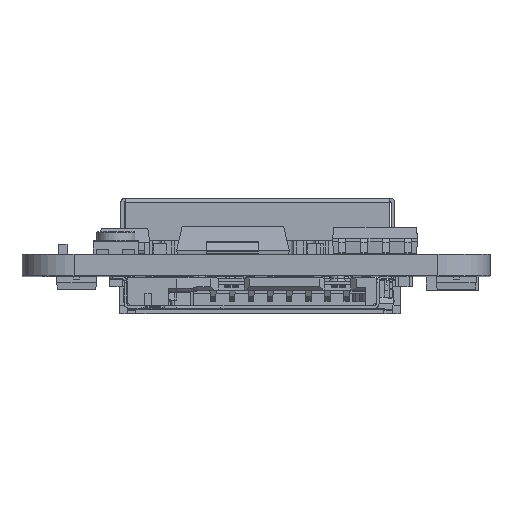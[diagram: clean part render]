
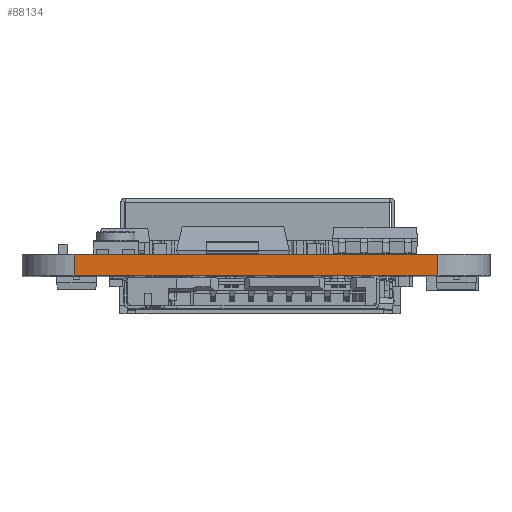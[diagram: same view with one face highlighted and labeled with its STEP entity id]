
A CAD part, top view. The second image highlights one B-rep face of the part: STEP entity #88134.
In plain terms, the highlighted planar face has unit normal (0, 0, 1).
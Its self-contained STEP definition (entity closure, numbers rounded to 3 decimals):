
#1224 = EDGE_CURVE ( 'NONE', #56486, #129184, #95327, .T. ) ;
#7400 = EDGE_CURVE ( 'NONE', #56486, #27363, #158310, .T. ) ;
#12933 = VERTEX_POINT ( 'NONE', #148379 ) ;
#17092 = DIRECTION ( 'NONE',  ( 1., 0., 0. ) ) ;
#22412 = VECTOR ( 'NONE', #17092, 1000. ) ;
#24349 = LINE ( 'NONE', #48170, #114070 ) ;
#27363 = VERTEX_POINT ( 'NONE', #83988 ) ;
#33755 = EDGE_CURVE ( 'NONE', #129184, #12933, #38417, .T. ) ;
#37101 = DIRECTION ( 'NONE',  ( 1., 0., 0. ) ) ;
#38417 = LINE ( 'NONE', #50327, #135001 ) ;
#42631 = DIRECTION ( 'NONE',  ( 0., -1., 0. ) ) ;
#48170 = CARTESIAN_POINT ( 'NONE',  ( -10.5, 0., 20. ) ) ;
#50327 = CARTESIAN_POINT ( 'NONE',  ( 10.5, 1.25, 20. ) ) ;
#56340 = ORIENTED_EDGE ( 'NONE', *, *, #33755, .F. ) ;
#56486 = VERTEX_POINT ( 'NONE', #167658 ) ;
#60488 = DIRECTION ( 'NONE',  ( 0., 0., -1. ) ) ;
#66724 = VECTOR ( 'NONE', #42631, 1000. ) ;
#71656 = FACE_OUTER_BOUND ( 'NONE', #141496, .T. ) ;
#74145 = CARTESIAN_POINT ( 'NONE',  ( -10.5, 1.25, 20. ) ) ;
#76364 = ORIENTED_EDGE ( 'NONE', *, *, #131989, .T. ) ;
#83988 = CARTESIAN_POINT ( 'NONE',  ( -10.5, 0., 20. ) ) ;
#88134 = ADVANCED_FACE ( 'NONE', ( #71656 ), #149829, .F. ) ;
#95327 = LINE ( 'NONE', #160777, #22412 ) ;
#103924 = DIRECTION ( 'NONE',  ( 0., -1., 0. ) ) ;
#107305 = CARTESIAN_POINT ( 'NONE',  ( -10.5, 1.25, 20. ) ) ;
#108758 = AXIS2_PLACEMENT_3D ( 'NONE', #74145, #60488, #164230 ) ;
#114070 = VECTOR ( 'NONE', #37101, 1000. ) ;
#126418 = ORIENTED_EDGE ( 'NONE', *, *, #7400, .T. ) ;
#129184 = VERTEX_POINT ( 'NONE', #132754 ) ;
#131989 = EDGE_CURVE ( 'NONE', #27363, #12933, #24349, .T. ) ;
#132754 = CARTESIAN_POINT ( 'NONE',  ( 10.5, 1.25, 20. ) ) ;
#135001 = VECTOR ( 'NONE', #103924, 1000. ) ;
#139105 = ORIENTED_EDGE ( 'NONE', *, *, #1224, .F. ) ;
#141496 = EDGE_LOOP ( 'NONE', ( #76364, #56340, #139105, #126418 ) ) ;
#148379 = CARTESIAN_POINT ( 'NONE',  ( 10.5, 0., 20. ) ) ;
#149829 = PLANE ( 'NONE',  #108758 ) ;
#158310 = LINE ( 'NONE', #107305, #66724 ) ;
#160777 = CARTESIAN_POINT ( 'NONE',  ( -10.5, 1.25, 20. ) ) ;
#164230 = DIRECTION ( 'NONE',  ( -1., 0., 0. ) ) ;
#167658 = CARTESIAN_POINT ( 'NONE',  ( -10.5, 1.25, 20. ) ) ;
